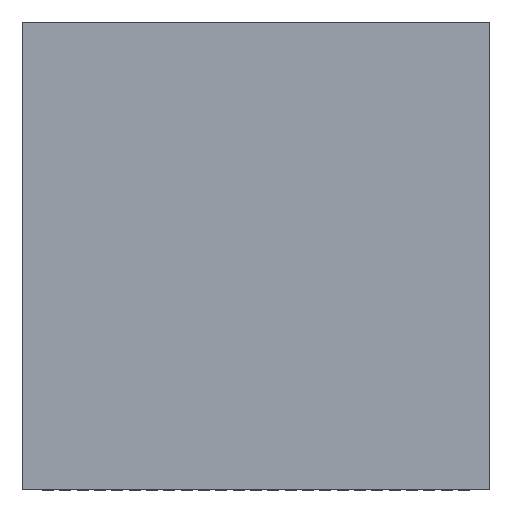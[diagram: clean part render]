
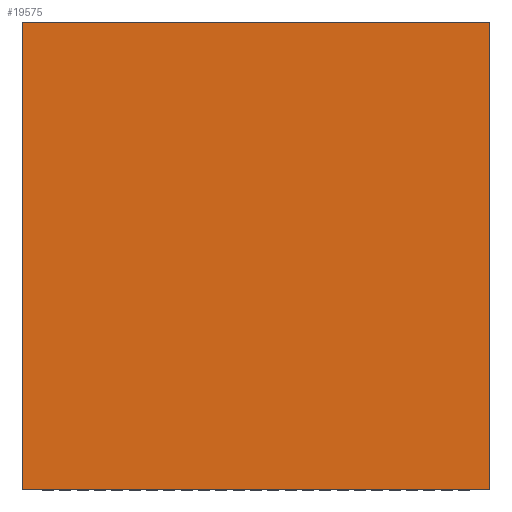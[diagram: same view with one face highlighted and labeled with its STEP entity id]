
A CAD part, top view. The second image highlights one B-rep face of the part: STEP entity #19575.
In plain terms, the highlighted planar face has unit normal (0, 0, 1).
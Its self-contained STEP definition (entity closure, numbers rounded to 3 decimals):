
#3834=ORIENTED_EDGE('',*,*,#6770,.T.);
#3835=ORIENTED_EDGE('',*,*,#6771,.T.);
#3836=ORIENTED_EDGE('',*,*,#6772,.T.);
#3837=ORIENTED_EDGE('',*,*,#6773,.T.);
#6770=EDGE_CURVE('',#8356,#8357,#9887,.T.);
#6771=EDGE_CURVE('',#8357,#8358,#9888,.T.);
#6772=EDGE_CURVE('',#8358,#8359,#9889,.T.);
#6773=EDGE_CURVE('',#8359,#8356,#9890,.T.);
#8356=VERTEX_POINT('',#28765);
#8357=VERTEX_POINT('',#28766);
#8358=VERTEX_POINT('',#28768);
#8359=VERTEX_POINT('',#28770);
#9887=LINE('',#28764,#11587);
#9888=LINE('',#28767,#11588);
#9889=LINE('',#28769,#11589);
#9890=LINE('',#28771,#11590);
#11587=VECTOR('',#24359,1000.);
#11588=VECTOR('',#24360,1000.);
#11589=VECTOR('',#24361,1000.);
#11590=VECTOR('',#24362,1000.);
#12379=EDGE_LOOP('',(#3834,#3835,#3836,#3837));
#13149=FACE_BOUND('',#12379,.T.);
#13746=PLANE('',#20719);
#19575=ADVANCED_FACE('',(#13149),#13746,.T.);
#20719=AXIS2_PLACEMENT_3D('',#28763,#24357,#24358);
#24357=DIRECTION('',(0.,0.,1.));
#24358=DIRECTION('',(1.,0.,0.));
#24359=DIRECTION('',(0.,1.,0.));
#24360=DIRECTION('',(-1.,0.,0.));
#24361=DIRECTION('',(0.,-1.,0.));
#24362=DIRECTION('',(1.,0.,0.));
#28763=CARTESIAN_POINT('',(0.,0.,1.15));
#28764=CARTESIAN_POINT('',(13.5,-13.5,1.15));
#28765=CARTESIAN_POINT('',(13.5,-13.5,1.15));
#28766=CARTESIAN_POINT('',(13.5,13.5,1.15));
#28767=CARTESIAN_POINT('',(13.5,13.5,1.15));
#28768=CARTESIAN_POINT('',(-13.5,13.5,1.15));
#28769=CARTESIAN_POINT('',(-13.5,13.5,1.15));
#28770=CARTESIAN_POINT('',(-13.5,-13.5,1.15));
#28771=CARTESIAN_POINT('',(-13.5,-13.5,1.15));
